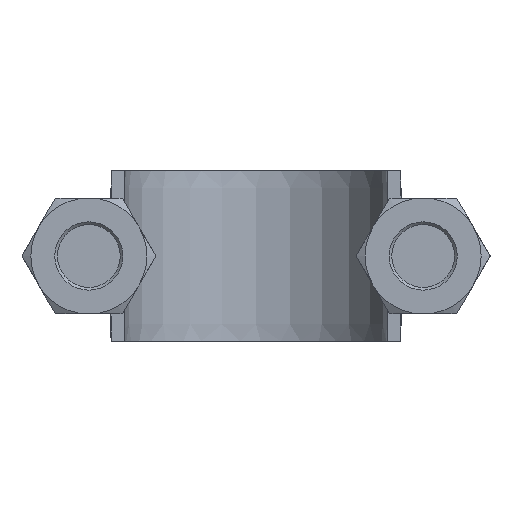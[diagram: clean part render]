
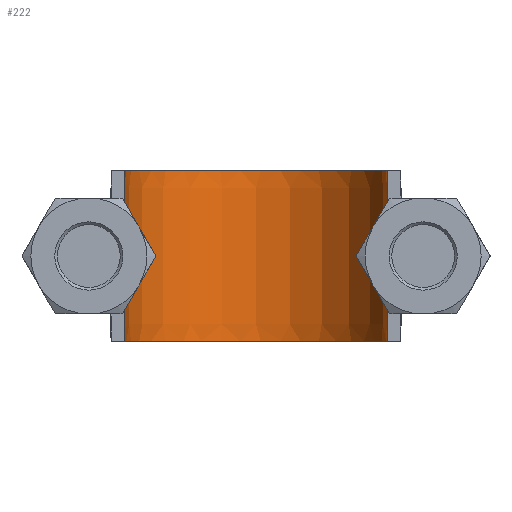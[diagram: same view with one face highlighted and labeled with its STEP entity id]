
A CAD part, front view. The second image highlights one B-rep face of the part: STEP entity #222.
In plain terms, the highlighted face is a extrusion surface.
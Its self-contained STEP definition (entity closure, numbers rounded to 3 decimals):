
#222 = ADVANCED_FACE( '', ( #301 ), #302, .T. );
#301 = FACE_OUTER_BOUND( '', #468, .T. );
#302 = SURFACE_OF_LINEAR_EXTRUSION( '', #469, #470 );
#468 = EDGE_LOOP( '', ( #1326, #1327, #1328, #1329 ) );
#469 = B_SPLINE_CURVE_WITH_KNOTS( '', 3, ( #1330, #1331, #1332, #1333, #1334, #1335, #1336, #1337, #1338, #1339, #1340, #1341, #1342, #1343, #1344, #1345, #1346 ), .UNSPECIFIED., .F., .F., ( 4, 3, 1, 1, 1, 1, 1, 1, 1, 3, 4 ), ( 0.146, 1., 1.5, 2., 3., 4., 5., 6., 6.5, 7., 7.854 ), .UNSPECIFIED. );
#470 = VECTOR( '', #1347, 1000. );
#1326 = ORIENTED_EDGE( '', *, *, #1849, .F. );
#1327 = ORIENTED_EDGE( '', *, *, #1839, .F. );
#1328 = ORIENTED_EDGE( '', *, *, #1843, .T. );
#1329 = ORIENTED_EDGE( '', *, *, #1846, .T. );
#1330 = CARTESIAN_POINT( '', ( -19.25, 53.3, -75.508 ) );
#1331 = CARTESIAN_POINT( '', ( -19.25, 59.45, -75.508 ) );
#1332 = CARTESIAN_POINT( '', ( -19.25, 65.6, -75.508 ) );
#1333 = CARTESIAN_POINT( '', ( -19.25, 71.75, -75.508 ) );
#1334 = CARTESIAN_POINT( '', ( -19.25, 73.418, -75.508 ) );
#1335 = CARTESIAN_POINT( '', ( -18.798, 76.792, -75.508 ) );
#1336 = CARTESIAN_POINT( '', ( -16.222, 83.052, -75.508 ) );
#1337 = CARTESIAN_POINT( '', ( -10.075, 89.201, -75.508 ) );
#1338 = CARTESIAN_POINT( '', ( 0., 91.899, -75.508 ) );
#1339 = CARTESIAN_POINT( '', ( 10.075, 89.201, -75.508 ) );
#1340 = CARTESIAN_POINT( '', ( 16.222, 83.052, -75.508 ) );
#1341 = CARTESIAN_POINT( '', ( 18.798, 76.792, -75.508 ) );
#1342 = CARTESIAN_POINT( '', ( 19.25, 73.418, -75.508 ) );
#1343 = CARTESIAN_POINT( '', ( 19.25, 71.75, -75.508 ) );
#1344 = CARTESIAN_POINT( '', ( 19.25, 65.6, -75.508 ) );
#1345 = CARTESIAN_POINT( '', ( 19.25, 59.45, -75.508 ) );
#1346 = CARTESIAN_POINT( '', ( 19.25, 53.3, -75.508 ) );
#1347 = DIRECTION( '', ( 0., 0., 1. ) );
#1839 = EDGE_CURVE( '', #1989, #1990, #1991, .T. );
#1843 = EDGE_CURVE( '', #1989, #1997, #1998, .T. );
#1846 = EDGE_CURVE( '', #1997, #2002, #2003, .T. );
#1849 = EDGE_CURVE( '', #1990, #2002, #2007, .T. );
#1989 = VERTEX_POINT( '', #2235 );
#1990 = VERTEX_POINT( '', #2236 );
#1991 = LINE( '', #2237, #2238 );
#1997 = VERTEX_POINT( '', #2276 );
#1998 = B_SPLINE_CURVE_WITH_KNOTS( '', 3, ( #2277, #2278, #2279, #2280, #2281, #2282, #2283, #2284, #2285, #2286, #2287, #2288, #2289, #2290, #2291, #2292, #2293 ), .UNSPECIFIED., .F., .F., ( 4, 3, 1, 1, 1, 1, 1, 1, 1, 3, 4 ), ( 0.146, 1., 1.5, 2., 3., 4., 5., 6., 6.5, 7., 7.854 ), .UNSPECIFIED. );
#2002 = VERTEX_POINT( '', #2314 );
#2003 = LINE( '', #2315, #2316 );
#2007 = B_SPLINE_CURVE_WITH_KNOTS( '', 3, ( #2351, #2352, #2353, #2354, #2355, #2356, #2357, #2358, #2359, #2360, #2361, #2362, #2363, #2364, #2365, #2366, #2367 ), .UNSPECIFIED., .F., .F., ( 4, 3, 1, 1, 1, 1, 1, 1, 1, 3, 4 ), ( 0.146, 1., 1.5, 2., 3., 4., 5., 6., 6.5, 7., 7.854 ), .UNSPECIFIED. );
#2235 = CARTESIAN_POINT( '', ( -19.25, 53.3, -12.5 ) );
#2236 = CARTESIAN_POINT( '', ( -19.25, 53.3, 12.5 ) );
#2237 = CARTESIAN_POINT( '', ( -19.25, 53.3, -75.508 ) );
#2238 = VECTOR( '', #2825, 1000. );
#2276 = CARTESIAN_POINT( '', ( 19.25, 53.3, -12.5 ) );
#2277 = CARTESIAN_POINT( '', ( -19.25, 53.3, -12.5 ) );
#2278 = CARTESIAN_POINT( '', ( -19.25, 59.45, -12.5 ) );
#2279 = CARTESIAN_POINT( '', ( -19.25, 65.6, -12.5 ) );
#2280 = CARTESIAN_POINT( '', ( -19.25, 71.75, -12.5 ) );
#2281 = CARTESIAN_POINT( '', ( -19.25, 73.418, -12.5 ) );
#2282 = CARTESIAN_POINT( '', ( -18.798, 76.792, -12.5 ) );
#2283 = CARTESIAN_POINT( '', ( -16.222, 83.052, -12.5 ) );
#2284 = CARTESIAN_POINT( '', ( -10.075, 89.201, -12.5 ) );
#2285 = CARTESIAN_POINT( '', ( 0., 91.899, -12.5 ) );
#2286 = CARTESIAN_POINT( '', ( 10.075, 89.201, -12.5 ) );
#2287 = CARTESIAN_POINT( '', ( 16.222, 83.052, -12.5 ) );
#2288 = CARTESIAN_POINT( '', ( 18.798, 76.792, -12.5 ) );
#2289 = CARTESIAN_POINT( '', ( 19.25, 73.418, -12.5 ) );
#2290 = CARTESIAN_POINT( '', ( 19.25, 71.75, -12.5 ) );
#2291 = CARTESIAN_POINT( '', ( 19.25, 65.6, -12.5 ) );
#2292 = CARTESIAN_POINT( '', ( 19.25, 59.45, -12.5 ) );
#2293 = CARTESIAN_POINT( '', ( 19.25, 53.3, -12.5 ) );
#2314 = CARTESIAN_POINT( '', ( 19.25, 53.3, 12.5 ) );
#2315 = CARTESIAN_POINT( '', ( 19.25, 53.3, -75.508 ) );
#2316 = VECTOR( '', #2829, 1000. );
#2351 = CARTESIAN_POINT( '', ( -19.25, 53.3, 12.5 ) );
#2352 = CARTESIAN_POINT( '', ( -19.25, 59.45, 12.5 ) );
#2353 = CARTESIAN_POINT( '', ( -19.25, 65.6, 12.5 ) );
#2354 = CARTESIAN_POINT( '', ( -19.25, 71.75, 12.5 ) );
#2355 = CARTESIAN_POINT( '', ( -19.25, 73.418, 12.5 ) );
#2356 = CARTESIAN_POINT( '', ( -18.798, 76.792, 12.5 ) );
#2357 = CARTESIAN_POINT( '', ( -16.222, 83.052, 12.5 ) );
#2358 = CARTESIAN_POINT( '', ( -10.075, 89.201, 12.5 ) );
#2359 = CARTESIAN_POINT( '', ( 0., 91.899, 12.5 ) );
#2360 = CARTESIAN_POINT( '', ( 10.075, 89.201, 12.5 ) );
#2361 = CARTESIAN_POINT( '', ( 16.222, 83.052, 12.5 ) );
#2362 = CARTESIAN_POINT( '', ( 18.798, 76.792, 12.5 ) );
#2363 = CARTESIAN_POINT( '', ( 19.25, 73.418, 12.5 ) );
#2364 = CARTESIAN_POINT( '', ( 19.25, 71.75, 12.5 ) );
#2365 = CARTESIAN_POINT( '', ( 19.25, 65.6, 12.5 ) );
#2366 = CARTESIAN_POINT( '', ( 19.25, 59.45, 12.5 ) );
#2367 = CARTESIAN_POINT( '', ( 19.25, 53.3, 12.5 ) );
#2825 = DIRECTION( '', ( 0., 0., 1. ) );
#2829 = DIRECTION( '', ( 0., 0., 1. ) );
